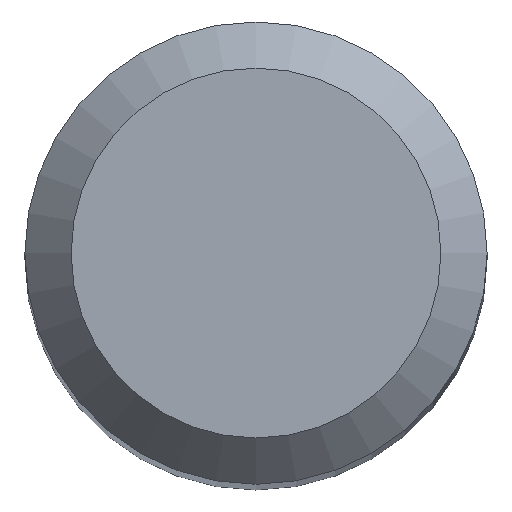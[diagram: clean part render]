
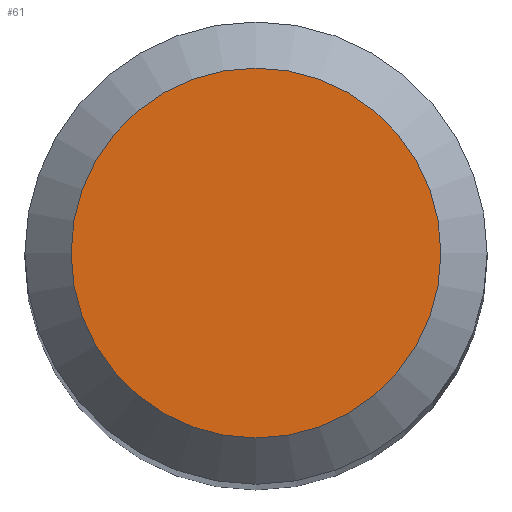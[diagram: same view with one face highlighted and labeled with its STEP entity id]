
A CAD part, top view. The second image highlights one B-rep face of the part: STEP entity #61.
In plain terms, the highlighted planar face has unit normal (0, 0, 1).
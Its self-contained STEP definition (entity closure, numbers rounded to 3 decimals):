
#8 = CARTESIAN_POINT ( 'NONE',  ( 0., 0., 38. ) ) ;
#33 = EDGE_CURVE ( 'NONE', #262, #262, #195, .T. ) ;
#34 = FACE_OUTER_BOUND ( 'NONE', #145, .T. ) ;
#61 = ADVANCED_FACE ( 'NONE', ( #34 ), #125, .F. ) ;
#94 = AXIS2_PLACEMENT_3D ( 'NONE', #8, #120, #303 ) ;
#120 = DIRECTION ( 'NONE',  ( 0., 0., -1. ) ) ;
#125 = PLANE ( 'NONE',  #94 ) ;
#144 = CARTESIAN_POINT ( 'NONE',  ( 0., 1.6, 38. ) ) ;
#145 = EDGE_LOOP ( 'NONE', ( #335 ) ) ;
#147 = DIRECTION ( 'NONE',  ( 0., 0., -1. ) ) ;
#195 = CIRCLE ( 'NONE', #210, 1.6 ) ;
#210 = AXIS2_PLACEMENT_3D ( 'NONE', #329, #147, #301 ) ;
#262 = VERTEX_POINT ( 'NONE', #144 ) ;
#301 = DIRECTION ( 'NONE',  ( 0., 1., 0. ) ) ;
#303 = DIRECTION ( 'NONE',  ( 0., 1., 0. ) ) ;
#329 = CARTESIAN_POINT ( 'NONE',  ( 0., 0., 38. ) ) ;
#335 = ORIENTED_EDGE ( 'NONE', *, *, #33, .F. ) ;
